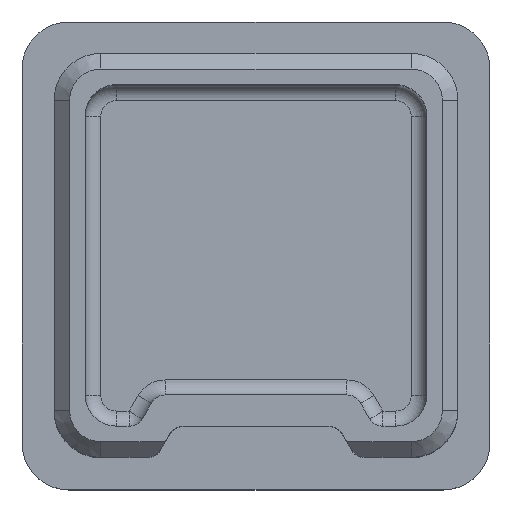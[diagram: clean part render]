
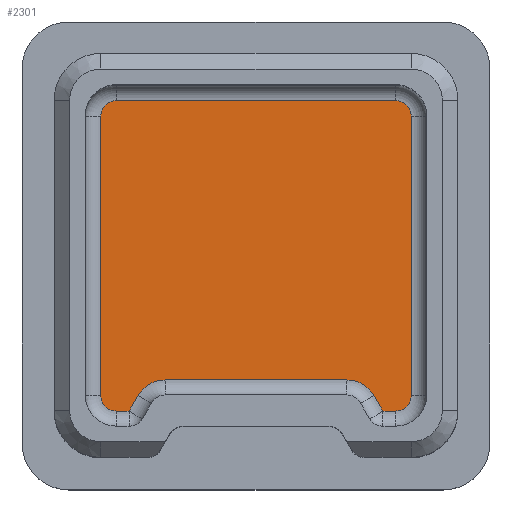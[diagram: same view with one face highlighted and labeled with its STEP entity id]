
A CAD part, top view. The second image highlights one B-rep face of the part: STEP entity #2301.
In plain terms, the highlighted planar face has unit normal (0, 0, 1).
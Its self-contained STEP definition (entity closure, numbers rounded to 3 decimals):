
#17 = LINE ( 'NONE', #1468, #2117 ) ;
#28 = EDGE_CURVE ( 'NONE', #1211, #1599, #1425, .T. ) ;
#44 = CARTESIAN_POINT ( 'NONE',  ( -5.827, -9.95, 5. ) ) ;
#53 = DIRECTION ( 'NONE',  ( 0., 0., -1. ) ) ;
#97 = VECTOR ( 'NONE', #1259, 1000. ) ;
#102 = CARTESIAN_POINT ( 'NONE',  ( 7.559, -8.95, 5. ) ) ;
#107 = ORIENTED_EDGE ( 'NONE', *, *, #1494, .T. ) ;
#126 = ORIENTED_EDGE ( 'NONE', *, *, #1803, .T. ) ;
#132 = CARTESIAN_POINT ( 'NONE',  ( -8.95, 8.95, 5. ) ) ;
#158 = DIRECTION ( 'NONE',  ( 0.5, 0.866, 0. ) ) ;
#165 = ORIENTED_EDGE ( 'NONE', *, *, #1736, .T. ) ;
#186 = EDGE_CURVE ( 'NONE', #1599, #2346, #2231, .T. ) ;
#198 = CARTESIAN_POINT ( 'NONE',  ( 8.95, 8.95, 5. ) ) ;
#262 = CARTESIAN_POINT ( 'NONE',  ( 8.95, 9.95, 5. ) ) ;
#284 = DIRECTION ( 'NONE',  ( 0., 1., 0. ) ) ;
#298 = CARTESIAN_POINT ( 'NONE',  ( 9.95, -8.95, 5. ) ) ;
#324 = AXIS2_PLACEMENT_3D ( 'NONE', #198, #829, #840 ) ;
#340 = VERTEX_POINT ( 'NONE', #1153 ) ;
#410 = CARTESIAN_POINT ( 'NONE',  ( -8.137, -9.95, 5. ) ) ;
#418 = CARTESIAN_POINT ( 'NONE',  ( -8.137, -9.95, 5. ) ) ;
#432 = ORIENTED_EDGE ( 'NONE', *, *, #626, .T. ) ;
#450 = CARTESIAN_POINT ( 'NONE',  ( -5.827, -7.95, 5. ) ) ;
#480 = VERTEX_POINT ( 'NONE', #450 ) ;
#482 = CARTESIAN_POINT ( 'NONE',  ( -8.95, 9.95, 5. ) ) ;
#487 = LINE ( 'NONE', #2377, #1372 ) ;
#521 = EDGE_CURVE ( 'NONE', #340, #1809, #825, .T. ) ;
#539 = LINE ( 'NONE', #2142, #2638 ) ;
#559 = AXIS2_PLACEMENT_3D ( 'NONE', #1069, #2305, #1089 ) ;
#564 = CARTESIAN_POINT ( 'NONE',  ( -12., -12., 5. ) ) ;
#569 = VERTEX_POINT ( 'NONE', #698 ) ;
#572 = LINE ( 'NONE', #1281, #2218 ) ;
#579 = LINE ( 'NONE', #783, #714 ) ;
#581 = AXIS2_PLACEMENT_3D ( 'NONE', #132, #1553, #2565 ) ;
#590 = DIRECTION ( 'NONE',  ( 0., 0., 1. ) ) ;
#591 = DIRECTION ( 'NONE',  ( 0., 0., 1. ) ) ;
#608 = EDGE_CURVE ( 'NONE', #803, #1084, #1200, .T. ) ;
#609 = CARTESIAN_POINT ( 'NONE',  ( 8.95, -9.95, 5. ) ) ;
#626 = EDGE_CURVE ( 'NONE', #1689, #569, #1674, .T. ) ;
#628 = ORIENTED_EDGE ( 'NONE', *, *, #899, .T. ) ;
#698 = CARTESIAN_POINT ( 'NONE',  ( -8.95, -9.95, 5. ) ) ;
#714 = VECTOR ( 'NONE', #2203, 1000. ) ;
#759 = CARTESIAN_POINT ( 'NONE',  ( -8.95, 9.95, 5. ) ) ;
#761 = VERTEX_POINT ( 'NONE', #418 ) ;
#781 = CARTESIAN_POINT ( 'NONE',  ( 8.95, -8.95, 5. ) ) ;
#783 = CARTESIAN_POINT ( 'NONE',  ( 5.827, -7.95, 5. ) ) ;
#784 = AXIS2_PLACEMENT_3D ( 'NONE', #564, #591, #1158 ) ;
#798 = EDGE_LOOP ( 'NONE', ( #2285, #1562, #2335, #107, #2074, #165, #946, #2082, #2180, #126, #432, #1474, #997, #628 ) ) ;
#803 = VERTEX_POINT ( 'NONE', #2051 ) ;
#824 = AXIS2_PLACEMENT_3D ( 'NONE', #781, #590, #1771 ) ;
#825 = CIRCLE ( 'NONE', #559, 2. ) ;
#829 = DIRECTION ( 'NONE',  ( 0., 0., 1. ) ) ;
#840 = DIRECTION ( 'NONE',  ( 1., 0., 0. ) ) ;
#878 = CARTESIAN_POINT ( 'NONE',  ( 8.137, -9.95, 5. ) ) ;
#899 = EDGE_CURVE ( 'NONE', #1177, #480, #2060, .T. ) ;
#937 = VERTEX_POINT ( 'NONE', #878 ) ;
#946 = ORIENTED_EDGE ( 'NONE', *, *, #28, .T. ) ;
#997 = ORIENTED_EDGE ( 'NONE', *, *, #2260, .T. ) ;
#1069 = CARTESIAN_POINT ( 'NONE',  ( 5.827, -9.95, 5. ) ) ;
#1071 = DIRECTION ( 'NONE',  ( 0.5, -0.866, 0. ) ) ;
#1084 = VERTEX_POINT ( 'NONE', #298 ) ;
#1089 = DIRECTION ( 'NONE',  ( 1., 0., 0. ) ) ;
#1111 = CIRCLE ( 'NONE', #581, 1. ) ;
#1153 = CARTESIAN_POINT ( 'NONE',  ( 5.827, -7.95, 5. ) ) ;
#1158 = DIRECTION ( 'NONE',  ( 1., 0., 0. ) ) ;
#1177 = VERTEX_POINT ( 'NONE', #1349 ) ;
#1200 = CIRCLE ( 'NONE', #824, 1. ) ;
#1209 = FACE_OUTER_BOUND ( 'NONE', #798, .T. ) ;
#1211 = VERTEX_POINT ( 'NONE', #1916 ) ;
#1259 = DIRECTION ( 'NONE',  ( -1., 0., 0. ) ) ;
#1281 = CARTESIAN_POINT ( 'NONE',  ( 8.137, -9.95, 5. ) ) ;
#1349 = CARTESIAN_POINT ( 'NONE',  ( -7.559, -8.95, 5. ) ) ;
#1355 = VERTEX_POINT ( 'NONE', #2392 ) ;
#1366 = EDGE_CURVE ( 'NONE', #2346, #1355, #1111, .T. ) ;
#1367 = LINE ( 'NONE', #410, #1932 ) ;
#1372 = VECTOR ( 'NONE', #158, 1000. ) ;
#1384 = VECTOR ( 'NONE', #1409, 1000. ) ;
#1385 = DIRECTION ( 'NONE',  ( 1., 0., 0. ) ) ;
#1409 = DIRECTION ( 'NONE',  ( 1., 0., 0. ) ) ;
#1425 = CIRCLE ( 'NONE', #324, 1. ) ;
#1468 = CARTESIAN_POINT ( 'NONE',  ( 9.95, 8.95, 5. ) ) ;
#1474 = ORIENTED_EDGE ( 'NONE', *, *, #2620, .T. ) ;
#1494 = EDGE_CURVE ( 'NONE', #937, #803, #1698, .T. ) ;
#1553 = DIRECTION ( 'NONE',  ( 0., 0., 1. ) ) ;
#1562 = ORIENTED_EDGE ( 'NONE', *, *, #521, .T. ) ;
#1599 = VERTEX_POINT ( 'NONE', #262 ) ;
#1615 = AXIS2_PLACEMENT_3D ( 'NONE', #44, #53, #2073 ) ;
#1674 = CIRCLE ( 'NONE', #2560, 1. ) ;
#1689 = VERTEX_POINT ( 'NONE', #1899 ) ;
#1698 = LINE ( 'NONE', #609, #1384 ) ;
#1736 = EDGE_CURVE ( 'NONE', #1084, #1211, #17, .T. ) ;
#1771 = DIRECTION ( 'NONE',  ( 1., 0., 0. ) ) ;
#1803 = EDGE_CURVE ( 'NONE', #1355, #1689, #539, .T. ) ;
#1809 = VERTEX_POINT ( 'NONE', #102 ) ;
#1810 = EDGE_CURVE ( 'NONE', #1809, #937, #572, .T. ) ;
#1899 = CARTESIAN_POINT ( 'NONE',  ( -9.95, -8.95, 5. ) ) ;
#1916 = CARTESIAN_POINT ( 'NONE',  ( 9.95, 8.95, 5. ) ) ;
#1932 = VECTOR ( 'NONE', #2649, 1000. ) ;
#1988 = PLANE ( 'NONE',  #784 ) ;
#2051 = CARTESIAN_POINT ( 'NONE',  ( 8.95, -9.95, 5. ) ) ;
#2060 = CIRCLE ( 'NONE', #1615, 2. ) ;
#2073 = DIRECTION ( 'NONE',  ( 1., 0., 0. ) ) ;
#2074 = ORIENTED_EDGE ( 'NONE', *, *, #608, .T. ) ;
#2082 = ORIENTED_EDGE ( 'NONE', *, *, #186, .T. ) ;
#2117 = VECTOR ( 'NONE', #284, 1000. ) ;
#2142 = CARTESIAN_POINT ( 'NONE',  ( -9.95, -8.95, 5. ) ) ;
#2180 = ORIENTED_EDGE ( 'NONE', *, *, #1366, .T. ) ;
#2203 = DIRECTION ( 'NONE',  ( 1., 0., 0. ) ) ;
#2205 = CARTESIAN_POINT ( 'NONE',  ( -8.95, -8.95, 5. ) ) ;
#2218 = VECTOR ( 'NONE', #1071, 1000. ) ;
#2231 = LINE ( 'NONE', #482, #97 ) ;
#2260 = EDGE_CURVE ( 'NONE', #761, #1177, #487, .T. ) ;
#2285 = ORIENTED_EDGE ( 'NONE', *, *, #2602, .T. ) ;
#2301 = ADVANCED_FACE ( 'NONE', ( #1209 ), #1988, .T. ) ;
#2305 = DIRECTION ( 'NONE',  ( 0., 0., -1. ) ) ;
#2335 = ORIENTED_EDGE ( 'NONE', *, *, #1810, .T. ) ;
#2346 = VERTEX_POINT ( 'NONE', #759 ) ;
#2377 = CARTESIAN_POINT ( 'NONE',  ( -7.559, -8.95, 5. ) ) ;
#2392 = CARTESIAN_POINT ( 'NONE',  ( -9.95, 8.95, 5. ) ) ;
#2560 = AXIS2_PLACEMENT_3D ( 'NONE', #2205, #2618, #1385 ) ;
#2565 = DIRECTION ( 'NONE',  ( 1., 0., 0. ) ) ;
#2573 = DIRECTION ( 'NONE',  ( 0., -1., 0. ) ) ;
#2602 = EDGE_CURVE ( 'NONE', #480, #340, #579, .T. ) ;
#2618 = DIRECTION ( 'NONE',  ( 0., 0., 1. ) ) ;
#2620 = EDGE_CURVE ( 'NONE', #569, #761, #1367, .T. ) ;
#2638 = VECTOR ( 'NONE', #2573, 1000. ) ;
#2649 = DIRECTION ( 'NONE',  ( 1., 0., 0. ) ) ;
